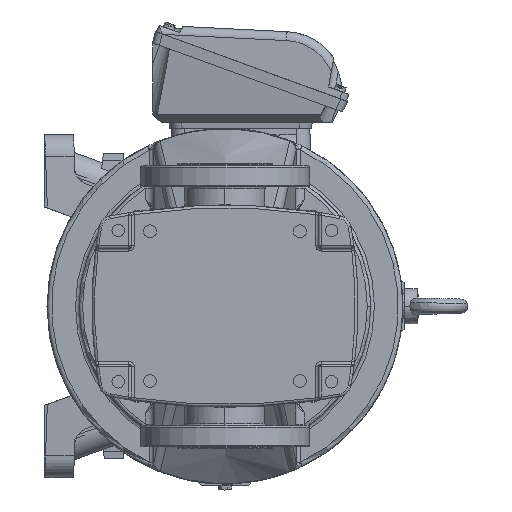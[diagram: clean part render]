
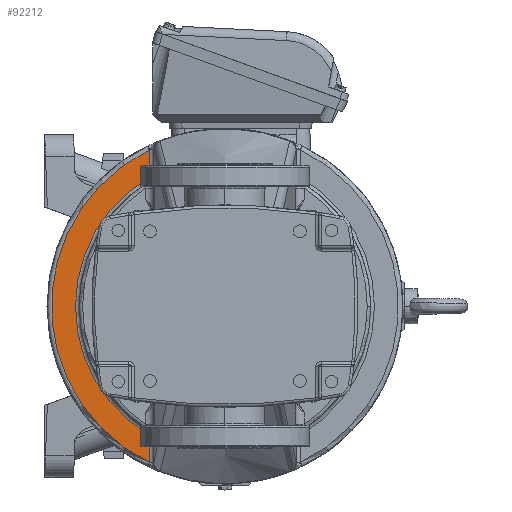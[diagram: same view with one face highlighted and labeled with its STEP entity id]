
A CAD part, front view. The second image highlights one B-rep face of the part: STEP entity #92212.
In plain terms, the highlighted planar face has unit normal (0, -1, 0).
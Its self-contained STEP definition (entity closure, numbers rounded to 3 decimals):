
#12829 = AXIS2_PLACEMENT_3D ( 'NONE', #129447, #57237, #21030 ) ;
#13682 = CARTESIAN_POINT ( 'NONE',  ( -11.541, 40.103, 34.413 ) ) ;
#15333 = CARTESIAN_POINT ( 'NONE',  ( -4.632, 40.103, 31.067 ) ) ;
#16756 = CARTESIAN_POINT ( 'NONE',  ( -18.451, 40.103, 31.067 ) ) ;
#21030 = DIRECTION ( 'NONE',  ( 0., 0., -1. ) ) ;
#23296 = CARTESIAN_POINT ( 'NONE',  ( -11.541, 40.103, 34.413 ) ) ;
#23766 = CARTESIAN_POINT ( 'NONE',  ( -5.836, 40.103, 31.067 ) ) ;
#27319 = DIRECTION ( 'NONE',  ( 0., 0., -1. ) ) ;
#30084 = ORIENTED_EDGE ( 'NONE', *, *, #143561, .T. ) ;
#37148 = VECTOR ( 'NONE', #108877, 39.37 ) ;
#39256 = LINE ( 'NONE', #16756, #115105 ) ;
#42714 = CIRCLE ( 'NONE', #137494, 7.677 ) ;
#45934 = FACE_OUTER_BOUND ( 'NONE', #113950, .T. ) ;
#46230 = CARTESIAN_POINT ( 'NONE',  ( -17.247, 40.103, 31.067 ) ) ;
#48291 = CARTESIAN_POINT ( 'NONE',  ( -18.451, 40.103, 31.067 ) ) ;
#48978 = DIRECTION ( 'NONE',  ( 0., -1., 0. ) ) ;
#50419 = ORIENTED_EDGE ( 'NONE', *, *, #82586, .F. ) ;
#51770 = VERTEX_POINT ( 'NONE', #15333 ) ;
#52840 = EDGE_CURVE ( 'NONE', #55011, #51770, #42714, .T. ) ;
#55011 = VERTEX_POINT ( 'NONE', #48291 ) ;
#57237 = DIRECTION ( 'NONE',  ( 0., -1., 0. ) ) ;
#59974 = LINE ( 'NONE', #23766, #37148 ) ;
#63428 = DIRECTION ( 'NONE',  ( 1., 0., 0. ) ) ;
#67505 = VERTEX_POINT ( 'NONE', #108733 ) ;
#76381 = DIRECTION ( 'NONE',  ( 0., 1., 0. ) ) ;
#82586 = EDGE_CURVE ( 'NONE', #67505, #51770, #59974, .T. ) ;
#86751 = DIRECTION ( 'NONE',  ( 0., 0., -1. ) ) ;
#87501 = EDGE_CURVE ( 'NONE', #55011, #146720, #39256, .T. ) ;
#90580 = AXIS2_PLACEMENT_3D ( 'NONE', #13682, #76381, #27319 ) ;
#92212 = ADVANCED_FACE ( 'NONE', ( #45934 ), #141518, .T. ) ;
#105474 = ORIENTED_EDGE ( 'NONE', *, *, #87501, .F. ) ;
#108733 = CARTESIAN_POINT ( 'NONE',  ( -5.836, 40.103, 31.067 ) ) ;
#108877 = DIRECTION ( 'NONE',  ( 1., 0., 0. ) ) ;
#113950 = EDGE_LOOP ( 'NONE', ( #30084, #105474, #150286, #50419 ) ) ;
#115105 = VECTOR ( 'NONE', #63428, 39.37 ) ;
#129447 = CARTESIAN_POINT ( 'NONE',  ( -11.541, 40.103, 34.413 ) ) ;
#137494 = AXIS2_PLACEMENT_3D ( 'NONE', #23296, #48978, #86751 ) ;
#141518 = PLANE ( 'NONE',  #12829 ) ;
#141874 = CIRCLE ( 'NONE', #90580, 6.614 ) ;
#143561 = EDGE_CURVE ( 'NONE', #67505, #146720, #141874, .T. ) ;
#146720 = VERTEX_POINT ( 'NONE', #46230 ) ;
#150286 = ORIENTED_EDGE ( 'NONE', *, *, #52840, .T. ) ;
